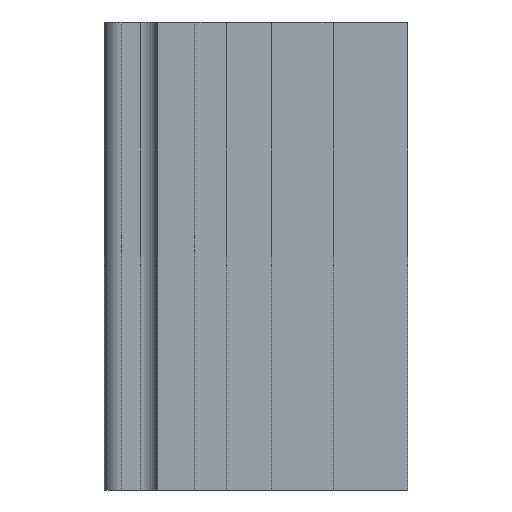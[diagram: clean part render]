
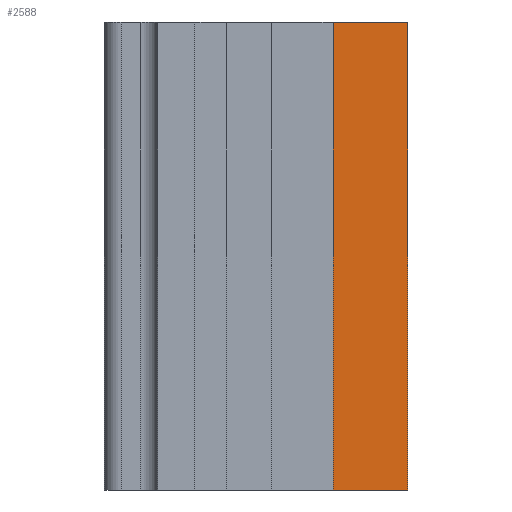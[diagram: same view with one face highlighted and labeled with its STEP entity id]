
A CAD part, left-side view. The second image highlights one B-rep face of the part: STEP entity #2588.
In plain terms, the highlighted planar face has unit normal (-1, 0, 0).
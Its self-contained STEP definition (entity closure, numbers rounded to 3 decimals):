
#44 = PLANE('',#45);
#45 = AXIS2_PLACEMENT_3D('',#46,#47,#48);
#46 = CARTESIAN_POINT('',(2.574,21.508,0.));
#47 = DIRECTION('',(-0.,-0.,-1.));
#48 = DIRECTION('',(-1.,0.,0.));
#100 = PLANE('',#101);
#101 = AXIS2_PLACEMENT_3D('',#102,#103,#104);
#102 = CARTESIAN_POINT('',(2.574,21.508,44.));
#103 = DIRECTION('',(0.,0.,1.));
#104 = DIRECTION('',(0.,1.,0.));
#629 = VERTEX_POINT('',#630);
#630 = CARTESIAN_POINT('',(-3.5,3.5,0.));
#644 = PLANE('',#645);
#645 = AXIS2_PLACEMENT_3D('',#646,#647,#648);
#646 = CARTESIAN_POINT('',(0.,3.5,0.));
#647 = DIRECTION('',(0.,-1.,0.));
#648 = DIRECTION('',(-1.,0.,0.));
#656 = EDGE_CURVE('',#657,#629,#659,.T.);
#657 = VERTEX_POINT('',#658);
#658 = CARTESIAN_POINT('',(-3.5,10.5,0.));
#659 = SURFACE_CURVE('',#660,(#664,#671),.PCURVE_S1.);
#660 = LINE('',#661,#662);
#661 = CARTESIAN_POINT('',(-3.5,10.5,0.));
#662 = VECTOR('',#663,1.);
#663 = DIRECTION('',(0.,-1.,0.));
#664 = PCURVE('',#44,#665);
#665 = DEFINITIONAL_REPRESENTATION('',(#666),#670);
#666 = LINE('',#667,#668);
#667 = CARTESIAN_POINT('',(6.074,-11.008));
#668 = VECTOR('',#669,1.);
#669 = DIRECTION('',(0.,-1.));
#670 = ( GEOMETRIC_REPRESENTATION_CONTEXT(2) 
PARAMETRIC_REPRESENTATION_CONTEXT() REPRESENTATION_CONTEXT('2D SPACE',''
  ) );
#671 = PCURVE('',#672,#677);
#672 = PLANE('',#673);
#673 = AXIS2_PLACEMENT_3D('',#674,#675,#676);
#674 = CARTESIAN_POINT('',(-3.5,10.5,0.));
#675 = DIRECTION('',(1.,0.,0.));
#676 = DIRECTION('',(0.,-1.,0.));
#677 = DEFINITIONAL_REPRESENTATION('',(#678),#682);
#678 = LINE('',#679,#680);
#679 = CARTESIAN_POINT('',(0.,0.));
#680 = VECTOR('',#681,1.);
#681 = DIRECTION('',(1.,0.));
#682 = ( GEOMETRIC_REPRESENTATION_CONTEXT(2) 
PARAMETRIC_REPRESENTATION_CONTEXT() REPRESENTATION_CONTEXT('2D SPACE',''
  ) );
#700 = PLANE('',#701);
#701 = AXIS2_PLACEMENT_3D('',#702,#703,#704);
#702 = CARTESIAN_POINT('',(-3.5,10.5,0.));
#703 = DIRECTION('',(0.,-1.,0.));
#704 = DIRECTION('',(-1.,0.,0.));
#1593 = VERTEX_POINT('',#1594);
#1594 = CARTESIAN_POINT('',(-3.5,10.5,44.));
#1615 = EDGE_CURVE('',#1593,#1616,#1618,.T.);
#1616 = VERTEX_POINT('',#1617);
#1617 = CARTESIAN_POINT('',(-3.5,3.5,44.));
#1618 = SURFACE_CURVE('',#1619,(#1623,#1630),.PCURVE_S1.);
#1619 = LINE('',#1620,#1621);
#1620 = CARTESIAN_POINT('',(-3.5,10.5,44.));
#1621 = VECTOR('',#1622,1.);
#1622 = DIRECTION('',(0.,-1.,0.));
#1623 = PCURVE('',#100,#1624);
#1624 = DEFINITIONAL_REPRESENTATION('',(#1625),#1629);
#1625 = LINE('',#1626,#1627);
#1626 = CARTESIAN_POINT('',(-11.008,6.074));
#1627 = VECTOR('',#1628,1.);
#1628 = DIRECTION('',(-1.,0.));
#1629 = ( GEOMETRIC_REPRESENTATION_CONTEXT(2) 
PARAMETRIC_REPRESENTATION_CONTEXT() REPRESENTATION_CONTEXT('2D SPACE',''
  ) );
#1630 = PCURVE('',#672,#1631);
#1631 = DEFINITIONAL_REPRESENTATION('',(#1632),#1636);
#1632 = LINE('',#1633,#1634);
#1633 = CARTESIAN_POINT('',(0.,-44.));
#1634 = VECTOR('',#1635,1.);
#1635 = DIRECTION('',(1.,0.));
#1636 = ( GEOMETRIC_REPRESENTATION_CONTEXT(2) 
PARAMETRIC_REPRESENTATION_CONTEXT() REPRESENTATION_CONTEXT('2D SPACE',''
  ) );
#2540 = EDGE_CURVE('',#629,#1616,#2541,.T.);
#2541 = SURFACE_CURVE('',#2542,(#2546,#2553),.PCURVE_S1.);
#2542 = LINE('',#2543,#2544);
#2543 = CARTESIAN_POINT('',(-3.5,3.5,0.));
#2544 = VECTOR('',#2545,1.);
#2545 = DIRECTION('',(0.,0.,1.));
#2546 = PCURVE('',#644,#2547);
#2547 = DEFINITIONAL_REPRESENTATION('',(#2548),#2552);
#2548 = LINE('',#2549,#2550);
#2549 = CARTESIAN_POINT('',(3.5,0.));
#2550 = VECTOR('',#2551,1.);
#2551 = DIRECTION('',(0.,-1.));
#2552 = ( GEOMETRIC_REPRESENTATION_CONTEXT(2) 
PARAMETRIC_REPRESENTATION_CONTEXT() REPRESENTATION_CONTEXT('2D SPACE',''
  ) );
#2553 = PCURVE('',#672,#2554);
#2554 = DEFINITIONAL_REPRESENTATION('',(#2555),#2559);
#2555 = LINE('',#2556,#2557);
#2556 = CARTESIAN_POINT('',(7.,0.));
#2557 = VECTOR('',#2558,1.);
#2558 = DIRECTION('',(0.,-1.));
#2559 = ( GEOMETRIC_REPRESENTATION_CONTEXT(2) 
PARAMETRIC_REPRESENTATION_CONTEXT() REPRESENTATION_CONTEXT('2D SPACE',''
  ) );
#2565 = EDGE_CURVE('',#657,#1593,#2566,.T.);
#2566 = SURFACE_CURVE('',#2567,(#2571,#2578),.PCURVE_S1.);
#2567 = LINE('',#2568,#2569);
#2568 = CARTESIAN_POINT('',(-3.5,10.5,0.));
#2569 = VECTOR('',#2570,1.);
#2570 = DIRECTION('',(0.,0.,1.));
#2571 = PCURVE('',#700,#2572);
#2572 = DEFINITIONAL_REPRESENTATION('',(#2573),#2577);
#2573 = LINE('',#2574,#2575);
#2574 = CARTESIAN_POINT('',(0.,0.));
#2575 = VECTOR('',#2576,1.);
#2576 = DIRECTION('',(0.,-1.));
#2577 = ( GEOMETRIC_REPRESENTATION_CONTEXT(2) 
PARAMETRIC_REPRESENTATION_CONTEXT() REPRESENTATION_CONTEXT('2D SPACE',''
  ) );
#2578 = PCURVE('',#672,#2579);
#2579 = DEFINITIONAL_REPRESENTATION('',(#2580),#2584);
#2580 = LINE('',#2581,#2582);
#2581 = CARTESIAN_POINT('',(0.,0.));
#2582 = VECTOR('',#2583,1.);
#2583 = DIRECTION('',(0.,-1.));
#2584 = ( GEOMETRIC_REPRESENTATION_CONTEXT(2) 
PARAMETRIC_REPRESENTATION_CONTEXT() REPRESENTATION_CONTEXT('2D SPACE',''
  ) );
#2588 = ADVANCED_FACE('',(#2589),#672,.F.);
#2589 = FACE_BOUND('',#2590,.F.);
#2590 = EDGE_LOOP('',(#2591,#2592,#2593,#2594));
#2591 = ORIENTED_EDGE('',*,*,#2565,.T.);
#2592 = ORIENTED_EDGE('',*,*,#1615,.T.);
#2593 = ORIENTED_EDGE('',*,*,#2540,.F.);
#2594 = ORIENTED_EDGE('',*,*,#656,.F.);
